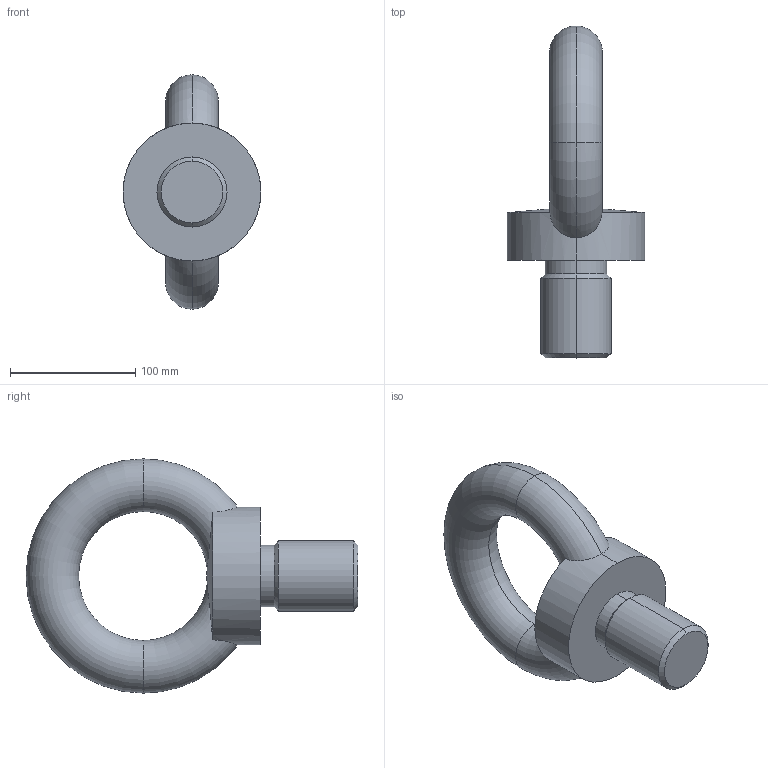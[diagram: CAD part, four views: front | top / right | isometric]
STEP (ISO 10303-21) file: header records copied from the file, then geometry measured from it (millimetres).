
FILE_DESCRIPTION(('STEP AP214'),'1');
FILE_NAME('nt6917.stp','2017-12-15T09:48:08',('TraceParts'),('TraceParts S.A.'),'Spatial InterOp 3D',' ',' ');
FILE_SCHEMA(('automotive_design'));
Length unit declared in the file: millimetre
Products named in the file (1): nt6917
Bounding box: 110 x 265 x 187 mm (x, y, z)
Volume: 1062858.9 mm3; surface area: 91013.9 mm2
Topology: 1 solids, 1 shells, 20 faces, 46 edges, 25 vertices
Faces by surface type: torus 6, cone 6, cylinder 6, plane 2
Entity records: 915 total; most frequent: CARTESIAN_POINT 454, DIRECTION 102, ORIENTED_EDGE 88, AXIS2_PLACEMENT_3D 45, EDGE_CURVE 44, VERTEX_POINT 25, CIRCLE 24, EDGE_LOOP 21
